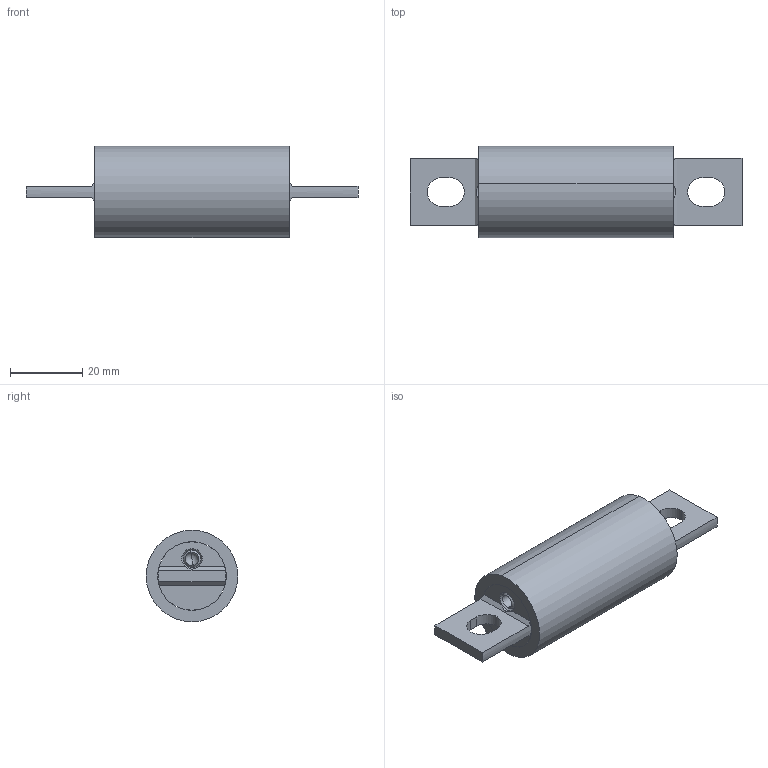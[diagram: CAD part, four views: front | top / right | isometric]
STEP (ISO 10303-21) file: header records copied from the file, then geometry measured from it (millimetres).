
FILE_DESCRIPTION (( 'STEP AP214' ), '1' );
FILE_NAME ('700613rev-.STEP', '2018-05-02T18:31:16', ( '' ), ( '' ), 'SwSTEP 2.0', 'SolidWorks 2017', '' );
FILE_SCHEMA (( 'AUTOMOTIVE_DESIGN' ));
Length unit declared in the file: inch
Products named in the file (1): 700613rev-
Bounding box: 92.08 x 25.4 x 25.4 mm (x, y, z)
Volume: 19987.5 mm3; surface area: 12562.6 mm2
Topology: 5 solids, 5 shells, 72 faces, 178 edges, 108 vertices
Faces by surface type: cylinder 32, plane 20, cone 12, sphere 8
Entity records: 3054 total; most frequent: DIRECTION 378, CARTESIAN_POINT 365, ORIENTED_EDGE 324, EDGE_CURVE 162, AXIS2_PLACEMENT_3D 153, VERTEX_POINT 100, EDGE_LOOP 82, CIRCLE 80
